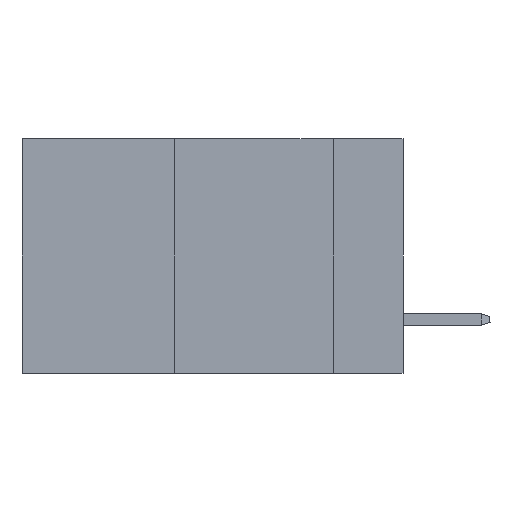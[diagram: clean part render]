
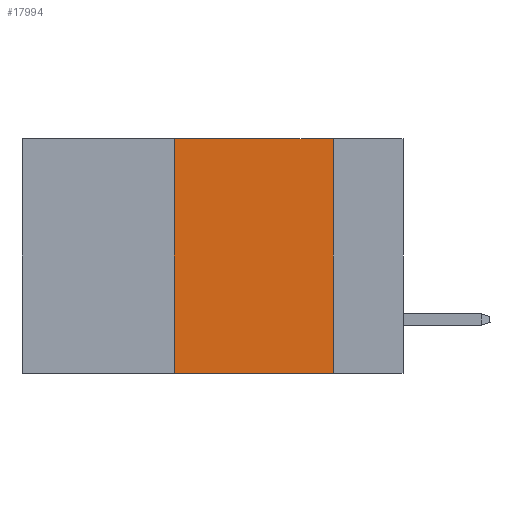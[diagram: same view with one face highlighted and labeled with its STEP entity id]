
A CAD part, left-side view. The second image highlights one B-rep face of the part: STEP entity #17994.
In plain terms, the highlighted planar face has unit normal (-1, 0, 0).
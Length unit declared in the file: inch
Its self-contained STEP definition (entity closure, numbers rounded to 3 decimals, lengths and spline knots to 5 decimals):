
#329 = VECTOR ( 'NONE', #3886, 39.37008 ) ;
#603 = VERTEX_POINT ( 'NONE', #6417 ) ;
#931 = DIRECTION ( 'NONE',  ( 0., 0., -1. ) ) ;
#945 = DIRECTION ( 'NONE',  ( 0., -1., 0. ) ) ;
#1203 = DIRECTION ( 'NONE',  ( 0., 0., -1. ) ) ;
#1373 = CARTESIAN_POINT ( 'NONE',  ( 0., 0.11, 0. ) ) ;
#1656 = VERTEX_POINT ( 'NONE', #7748 ) ;
#2107 = ORIENTED_EDGE ( 'NONE', *, *, #16639, .F. ) ;
#2431 = VERTEX_POINT ( 'NONE', #12944 ) ;
#2715 = EDGE_CURVE ( 'NONE', #1656, #7787, #11008, .T. ) ;
#3209 = DIRECTION ( 'NONE',  ( 0., -1., 0. ) ) ;
#3879 = LINE ( 'NONE', #6656, #8243 ) ;
#3886 = DIRECTION ( 'NONE',  ( 0., 0., 1. ) ) ;
#3969 = CARTESIAN_POINT ( 'NONE',  ( 0., 0.6, 0. ) ) ;
#4816 = EDGE_LOOP ( 'NONE', ( #2107, #10983, #5174, #11191 ) ) ;
#5174 = ORIENTED_EDGE ( 'NONE', *, *, #7709, .F. ) ;
#6417 = CARTESIAN_POINT ( 'NONE',  ( 0., 0.36, -0.37 ) ) ;
#6656 = CARTESIAN_POINT ( 'NONE',  ( 0., 0.11, 0. ) ) ;
#6921 = PLANE ( 'NONE',  #9188 ) ;
#7186 = LINE ( 'NONE', #15879, #7918 ) ;
#7709 = EDGE_CURVE ( 'NONE', #603, #1656, #10907, .T. ) ;
#7748 = CARTESIAN_POINT ( 'NONE',  ( 0., 0.36, 0. ) ) ;
#7787 = VERTEX_POINT ( 'NONE', #1373 ) ;
#7918 = VECTOR ( 'NONE', #3209, 39.37008 ) ;
#8217 = VECTOR ( 'NONE', #945, 39.37008 ) ;
#8243 = VECTOR ( 'NONE', #931, 39.37008 ) ;
#9188 = AXIS2_PLACEMENT_3D ( 'NONE', #15266, #15522, #1203 ) ;
#10907 = LINE ( 'NONE', #12133, #329 ) ;
#10983 = ORIENTED_EDGE ( 'NONE', *, *, #2715, .F. ) ;
#11008 = LINE ( 'NONE', #3969, #8217 ) ;
#11191 = ORIENTED_EDGE ( 'NONE', *, *, #15178, .T. ) ;
#12133 = CARTESIAN_POINT ( 'NONE',  ( 0., 0.36, 0. ) ) ;
#12944 = CARTESIAN_POINT ( 'NONE',  ( 0., 0.11, -0.37 ) ) ;
#13958 = FACE_OUTER_BOUND ( 'NONE', #4816, .T. ) ;
#15178 = EDGE_CURVE ( 'NONE', #603, #2431, #7186, .T. ) ;
#15266 = CARTESIAN_POINT ( 'NONE',  ( 0., 0.6, 0. ) ) ;
#15522 = DIRECTION ( 'NONE',  ( 1., 0., 0. ) ) ;
#15879 = CARTESIAN_POINT ( 'NONE',  ( 0., 0.6, -0.37 ) ) ;
#16639 = EDGE_CURVE ( 'NONE', #7787, #2431, #3879, .T. ) ;
#17994 = ADVANCED_FACE ( 'NONE', ( #13958 ), #6921, .F. ) ;
